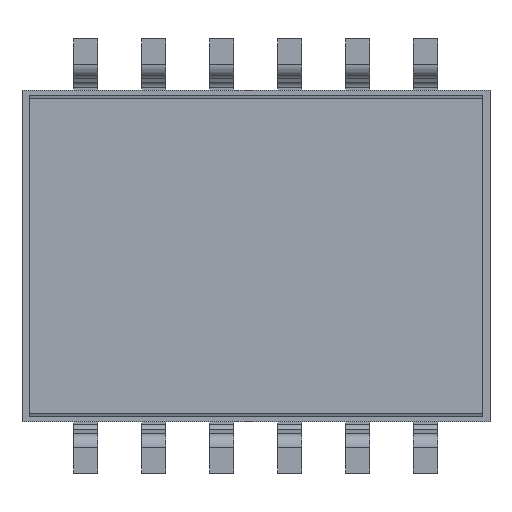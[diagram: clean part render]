
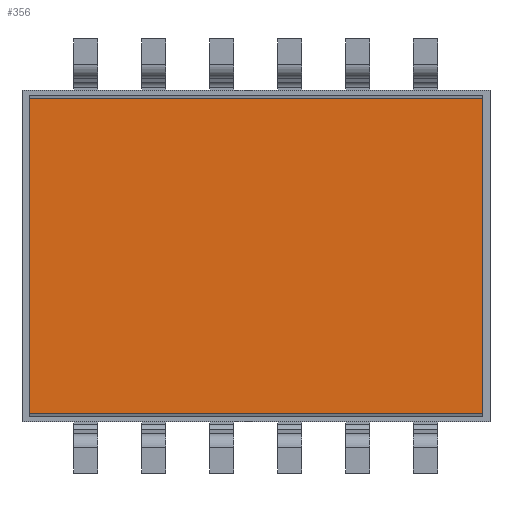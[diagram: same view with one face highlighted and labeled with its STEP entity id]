
A CAD part, front view. The second image highlights one B-rep face of the part: STEP entity #356.
In plain terms, the highlighted planar face has unit normal (0, -1, 0).
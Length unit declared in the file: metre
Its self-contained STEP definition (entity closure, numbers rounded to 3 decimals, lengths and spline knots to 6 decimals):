
#356 = ADVANCED_FACE( '', ( #1428 ), #1429, .F. );
#1428 = FACE_OUTER_BOUND( '', #2971, .T. );
#1429 = PLANE( '', #2972 );
#2971 = EDGE_LOOP( '', ( #6961, #6962, #6963, #6964 ) );
#2972 = AXIS2_PLACEMENT_3D( '', #6965, #6966, #6967 );
#6961 = ORIENTED_EDGE( '', *, *, #11628, .F. );
#6962 = ORIENTED_EDGE( '', *, *, #11807, .F. );
#6963 = ORIENTED_EDGE( '', *, *, #11808, .F. );
#6964 = ORIENTED_EDGE( '', *, *, #11781, .T. );
#6965 = CARTESIAN_POINT( '', ( 0., -0.0022, 0. ) );
#6966 = DIRECTION( '', ( 0., 1., 0. ) );
#6967 = DIRECTION( '', ( 1., 0., 0. ) );
#11628 = EDGE_CURVE( '', #14681, #14683, #14684, .T. );
#11781 = EDGE_CURVE( '', #14910, #14683, #14912, .T. );
#11807 = EDGE_CURVE( '', #14950, #14681, #14951, .T. );
#11808 = EDGE_CURVE( '', #14910, #14950, #14952, .T. );
#14681 = VERTEX_POINT( '', #19498 );
#14683 = VERTEX_POINT( '', #19501 );
#14684 = LINE( '', #19502, #19503 );
#14910 = VERTEX_POINT( '', #19883 );
#14912 = LINE( '', #19886, #19887 );
#14950 = VERTEX_POINT( '', #19950 );
#14951 = LINE( '', #19951, #19952 );
#14952 = LINE( '', #19953, #19954 );
#19498 = CARTESIAN_POINT( '', ( 0.008617, -0.0022, 0.002939 ) );
#19501 = CARTESIAN_POINT( '', ( 0.008617, -0.0022, -0.002939 ) );
#19502 = CARTESIAN_POINT( '', ( 0.008617, -0.0022, 0.002939 ) );
#19503 = VECTOR( '', #22565, 1. );
#19883 = CARTESIAN_POINT( '', ( 0.000133, -0.0022, -0.002939 ) );
#19886 = CARTESIAN_POINT( '', ( 0.000133, -0.0022, -0.002939 ) );
#19887 = VECTOR( '', #22733, 1. );
#19950 = CARTESIAN_POINT( '', ( 0.000133, -0.0022, 0.002939 ) );
#19951 = CARTESIAN_POINT( '', ( 0.000133, -0.0022, 0.002939 ) );
#19952 = VECTOR( '', #22759, 1. );
#19953 = CARTESIAN_POINT( '', ( 0.000133, -0.0022, -0.002939 ) );
#19954 = VECTOR( '', #22760, 1. );
#22565 = DIRECTION( '', ( 0., 0., -1. ) );
#22733 = DIRECTION( '', ( 1., 0., 0. ) );
#22759 = DIRECTION( '', ( 1., 0., 0. ) );
#22760 = DIRECTION( '', ( 0., 0., 1. ) );
